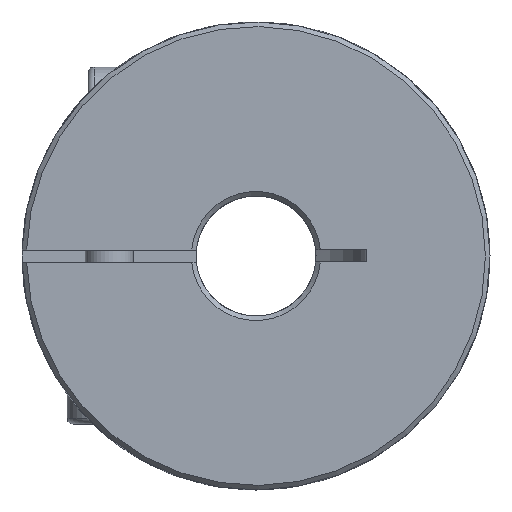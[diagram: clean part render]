
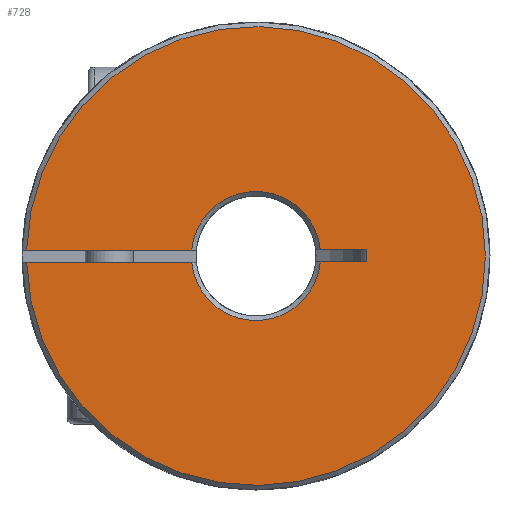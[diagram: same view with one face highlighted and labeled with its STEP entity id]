
A CAD part, left-side view. The second image highlights one B-rep face of the part: STEP entity #728.
In plain terms, the highlighted planar face has unit normal (-1, 0, 0).
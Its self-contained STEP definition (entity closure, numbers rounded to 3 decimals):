
#148 = EDGE_LOOP ( 'NONE', ( #1030, #1031, #1032, #1033, #1034, #1035, #1036, #1037 ) ) ;
#536 = EDGE_CURVE ( 'NONE', #3894, #3889, #2130, .T. ) ;
#539 = EDGE_CURVE ( 'NONE', #3891, #3900, #2127, .T. ) ;
#540 = EDGE_CURVE ( 'NONE', #3892, #3899, #2131, .T. ) ;
#541 = EDGE_CURVE ( 'NONE', #3894, #3893, #2122, .T. ) ;
#542 = EDGE_CURVE ( 'NONE', #3892, #3893, #2136, .T. ) ;
#543 = EDGE_CURVE ( 'NONE', #3890, #3889, #2129, .T. ) ;
#545 = EDGE_CURVE ( 'NONE', #3890, #3891, #2143, .T. ) ;
#728 = ADVANCED_FACE ( 'NONE', ( #2296 ), #2854, .T. ) ;
#1030 = ORIENTED_EDGE ( 'NONE', *, *, #541, .T. ) ;
#1031 = ORIENTED_EDGE ( 'NONE', *, *, #542, .F. ) ;
#1032 = ORIENTED_EDGE ( 'NONE', *, *, #540, .T. ) ;
#1033 = ORIENTED_EDGE ( 'NONE', *, *, #3792, .F. ) ;
#1034 = ORIENTED_EDGE ( 'NONE', *, *, #539, .F. ) ;
#1035 = ORIENTED_EDGE ( 'NONE', *, *, #545, .F. ) ;
#1036 = ORIENTED_EDGE ( 'NONE', *, *, #543, .T. ) ;
#1037 = ORIENTED_EDGE ( 'NONE', *, *, #536, .F. ) ;
#2006 = CARTESIAN_POINT ( 'NONE',  ( -17.05, 0., 0. ) ) ;
#2012 = DIRECTION ( 'NONE',  ( -1., 0., 0. ) ) ;
#2013 = DIRECTION ( 'NONE',  ( 0., -1., 0. ) ) ;
#2014 = DIRECTION ( 'NONE',  ( 0., 1., 0. ) ) ;
#2015 = CARTESIAN_POINT ( 'NONE',  ( -17.05, -9.226, -0.5 ) ) ;
#2122 = LINE ( 'NONE', #2548, #2134 ) ;
#2125 = VECTOR ( 'NONE', #2547, 1000. ) ;
#2127 = LINE ( 'NONE', #2546, #2125 ) ;
#2129 = LINE ( 'NONE', #2549, #2138 ) ;
#2130 = CIRCLE ( 'NONE', #2362, 5.381 ) ;
#2131 = LINE ( 'NONE', #2015, #2133 ) ;
#2133 = VECTOR ( 'NONE', #2014, 1000. ) ;
#2134 = VECTOR ( 'NONE', #2550, 1000. ) ;
#2136 = LINE ( 'NONE', #2551, #2137 ) ;
#2137 = VECTOR ( 'NONE', #2552, 1000. ) ;
#2138 = VECTOR ( 'NONE', #2553, 1000. ) ;
#2143 = CIRCLE ( 'NONE', #2365, 19.119 ) ;
#2296 = FACE_OUTER_BOUND ( 'NONE', #148, .T. ) ;
#2362 = AXIS2_PLACEMENT_3D ( 'NONE', #2006, #2012, #2013 ) ;
#2365 = AXIS2_PLACEMENT_3D ( 'NONE', #2557, #2559, #2560 ) ;
#2439 = AXIS2_PLACEMENT_3D ( 'NONE', #2847, #2857, #2858 ) ;
#2505 = AXIS2_PLACEMENT_3D ( 'NONE', #3465, #3468, #3469 ) ;
#2546 = CARTESIAN_POINT ( 'NONE',  ( -17.05, 0., -0.5 ) ) ;
#2547 = DIRECTION ( 'NONE',  ( 0., -1., 0. ) ) ;
#2548 = CARTESIAN_POINT ( 'NONE',  ( -17.05, -9.226, 0.5 ) ) ;
#2549 = CARTESIAN_POINT ( 'NONE',  ( -17.05, 0., 0.5 ) ) ;
#2550 = DIRECTION ( 'NONE',  ( 0., -1., 0. ) ) ;
#2551 = CARTESIAN_POINT ( 'NONE',  ( -17.05, -9.226, -13.531 ) ) ;
#2552 = DIRECTION ( 'NONE',  ( 0., 0., 1. ) ) ;
#2553 = DIRECTION ( 'NONE',  ( 0., -1., 0. ) ) ;
#2557 = CARTESIAN_POINT ( 'NONE',  ( -17.05, 0., 0. ) ) ;
#2559 = DIRECTION ( 'NONE',  ( 1., 0., 0. ) ) ;
#2560 = DIRECTION ( 'NONE',  ( 0., -1., 0. ) ) ;
#2847 = CARTESIAN_POINT ( 'NONE',  ( -17.05, 0., 0. ) ) ;
#2854 = PLANE ( 'NONE',  #2439 ) ;
#2857 = DIRECTION ( 'NONE',  ( -1., 0., 0. ) ) ;
#2858 = DIRECTION ( 'NONE',  ( 0., -1., 0. ) ) ;
#3299 = CIRCLE ( 'NONE', #2505, 5.381 ) ;
#3465 = CARTESIAN_POINT ( 'NONE',  ( -17.05, 0., 0. ) ) ;
#3468 = DIRECTION ( 'NONE',  ( -1., 0., 0. ) ) ;
#3469 = DIRECTION ( 'NONE',  ( 0., -1., 0. ) ) ;
#3591 = CARTESIAN_POINT ( 'NONE',  ( -17.05, 5.358, 0.5 ) ) ;
#3592 = CARTESIAN_POINT ( 'NONE',  ( -17.05, 19.112, 0.5 ) ) ;
#3593 = CARTESIAN_POINT ( 'NONE',  ( -17.05, 19.112, -0.5 ) ) ;
#3594 = CARTESIAN_POINT ( 'NONE',  ( -17.05, -9.226, -0.5 ) ) ;
#3595 = CARTESIAN_POINT ( 'NONE',  ( -17.05, -9.226, 0.5 ) ) ;
#3596 = CARTESIAN_POINT ( 'NONE',  ( -17.05, -5.358, 0.5 ) ) ;
#3601 = CARTESIAN_POINT ( 'NONE',  ( -17.05, -5.358, -0.5 ) ) ;
#3602 = CARTESIAN_POINT ( 'NONE',  ( -17.05, 5.358, -0.5 ) ) ;
#3792 = EDGE_CURVE ( 'NONE', #3900, #3899, #3299, .T. ) ;
#3889 = VERTEX_POINT ( 'NONE', #3591 ) ;
#3890 = VERTEX_POINT ( 'NONE', #3592 ) ;
#3891 = VERTEX_POINT ( 'NONE', #3593 ) ;
#3892 = VERTEX_POINT ( 'NONE', #3594 ) ;
#3893 = VERTEX_POINT ( 'NONE', #3595 ) ;
#3894 = VERTEX_POINT ( 'NONE', #3596 ) ;
#3899 = VERTEX_POINT ( 'NONE', #3601 ) ;
#3900 = VERTEX_POINT ( 'NONE', #3602 ) ;
